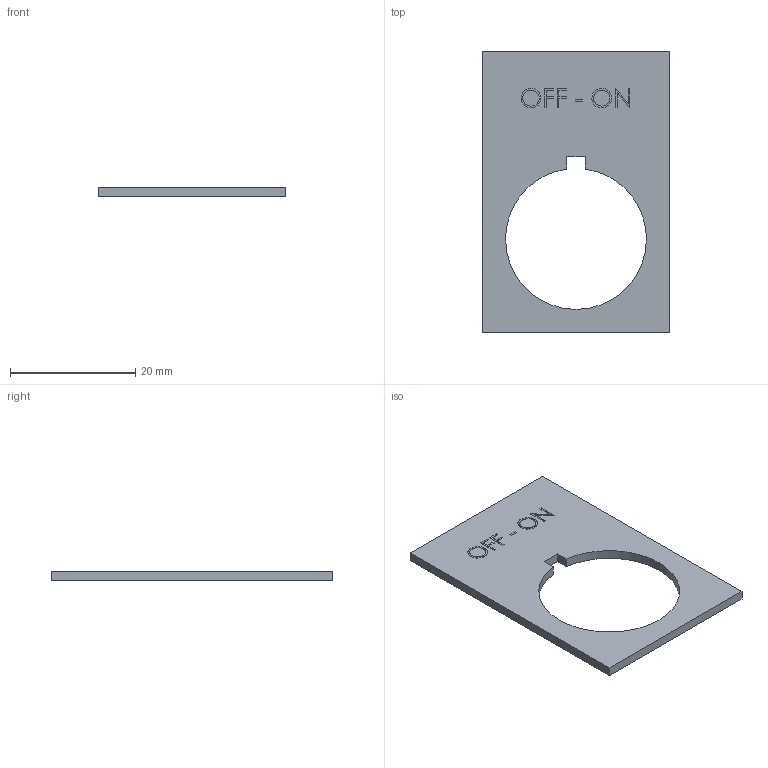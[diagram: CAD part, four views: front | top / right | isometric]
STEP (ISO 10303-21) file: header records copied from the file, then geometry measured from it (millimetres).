
FILE_DESCRIPTION (( 'STEP AP214' ), '1' );
FILE_NAME ('ECX1670-B16.step', '2018-10-09T17:22:20', ( '' ), ( '' ), 'SwSTEP 2.0', 'SolidWorks 2017', '' );
FILE_SCHEMA (( 'AUTOMOTIVE_DESIGN' ));
Length unit declared in the file: inch
Products named in the file (1): ECX1670-B16
Bounding box: 30 x 45 x 1.5 mm (x, y, z)
Volume: 1419.8 mm3; surface area: 2232.3 mm2
Topology: 1 solids, 1 shells, 70 faces, 180 edges, 120 vertices
Faces by surface type: plane 51, bspline 16, cylinder 3
Entity records: 4174 total; most frequent: CARTESIAN_POINT 1795, ORIENTED_EDGE 360, DIRECTION 264, EDGE_CURVE 180, VECTOR 142, LINE 142, VERTEX_POINT 120, EDGE_LOOP 80
